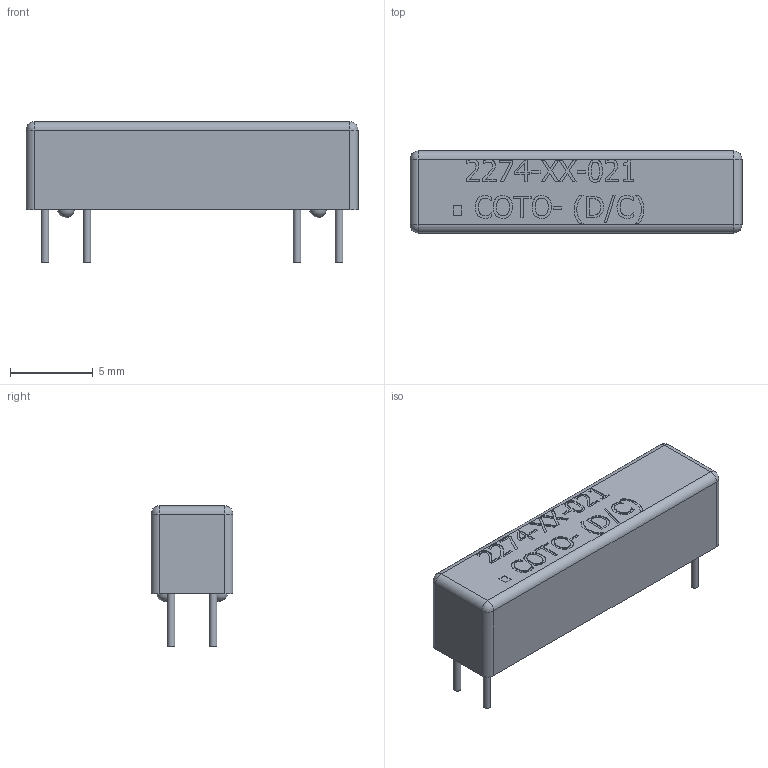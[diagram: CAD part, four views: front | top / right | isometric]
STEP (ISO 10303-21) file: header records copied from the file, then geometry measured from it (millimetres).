
FILE_DESCRIPTION((''),'2;1');
FILE_NAME('2274-XX-021 (A).stp','2013-06-06T09:53:31',('odafonseca'),(''),'Autodesk Inventor 2013','Autodesk Inventor 2013','');
FILE_SCHEMA(('AUTOMOTIVE_DESIGN { 1 0 10303 214 1 1 1 1 }'));
Length unit declared in the file: inch
Products named in the file (1): 2274-XX-021 (A)
Bounding box: 20.07 x 4.95 x 8.48 mm (x, y, z)
Volume: 525.3 mm3; surface area: 486 mm2
Topology: 1 solids, 1 shells, 319 faces, 845 edges, 558 vertices
Faces by surface type: plane 167, bspline 126, cylinder 18, sphere 8
Full cylindrical faces by diameter (mm): 0.457 x6
Entity records: 10680 total; most frequent: CARTESIAN_POINT 3331, ORIENTED_EDGE 1646, DIRECTION 999, EDGE_CURVE 823, VERTEX_POINT 550, VECTOR 531, LINE 531, EDGE_LOOP 363
